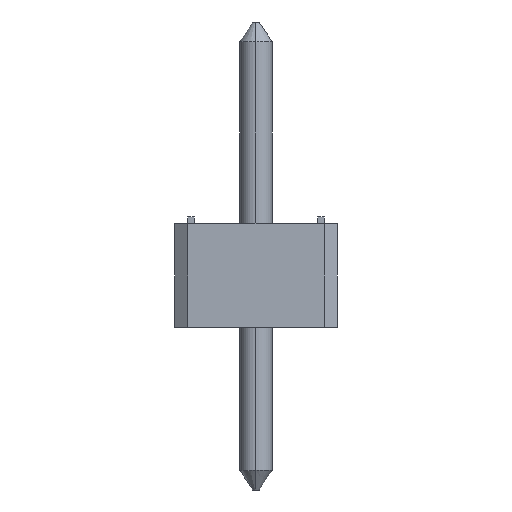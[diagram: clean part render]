
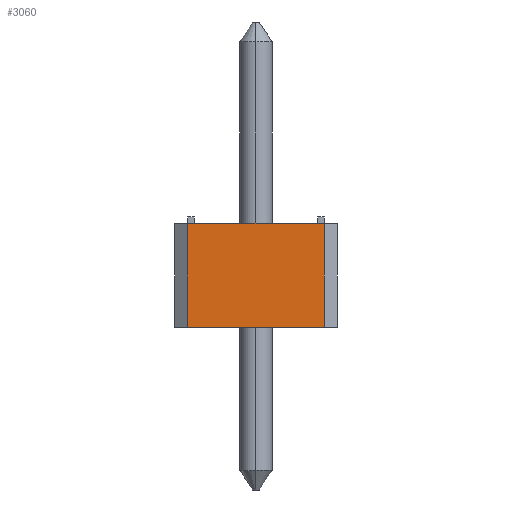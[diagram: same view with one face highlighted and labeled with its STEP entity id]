
A CAD part, left-side view. The second image highlights one B-rep face of the part: STEP entity #3060.
In plain terms, the highlighted planar face has unit normal (-1, 0, 0).
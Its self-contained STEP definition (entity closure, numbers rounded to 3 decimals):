
#1808 = VERTEX_POINT('',#1809);
#1809 = CARTESIAN_POINT('',(-6.35,1.05,1.62));
#1815 = EDGE_CURVE('',#1808,#1816,#1818,.T.);
#1816 = VERTEX_POINT('',#1817);
#1817 = CARTESIAN_POINT('',(-6.35,-1.05,1.62));
#1818 = LINE('',#1819,#1820);
#1819 = CARTESIAN_POINT('',(-6.35,1.05,1.62));
#1820 = VECTOR('',#1821,1.);
#1821 = DIRECTION('',(0.,-1.,0.));
#3041 = VERTEX_POINT('',#3042);
#3042 = CARTESIAN_POINT('',(-6.35,1.05,0.02));
#3048 = EDGE_CURVE('',#1808,#3041,#3049,.T.);
#3049 = LINE('',#3050,#3051);
#3050 = CARTESIAN_POINT('',(-6.35,1.05,1.62));
#3051 = VECTOR('',#3052,1.);
#3052 = DIRECTION('',(0.,0.,-1.));
#3060 = ADVANCED_FACE('',(#3061),#3079,.T.);
#3061 = FACE_BOUND('',#3062,.T.);
#3062 = EDGE_LOOP('',(#3063,#3071,#3077,#3078));
#3063 = ORIENTED_EDGE('',*,*,#3064,.T.);
#3064 = EDGE_CURVE('',#3041,#3065,#3067,.T.);
#3065 = VERTEX_POINT('',#3066);
#3066 = CARTESIAN_POINT('',(-6.35,-1.05,0.02));
#3067 = LINE('',#3068,#3069);
#3068 = CARTESIAN_POINT('',(-6.35,1.05,0.02));
#3069 = VECTOR('',#3070,1.);
#3070 = DIRECTION('',(0.,-1.,0.));
#3071 = ORIENTED_EDGE('',*,*,#3072,.F.);
#3072 = EDGE_CURVE('',#1816,#3065,#3073,.T.);
#3073 = LINE('',#3074,#3075);
#3074 = CARTESIAN_POINT('',(-6.35,-1.05,1.62));
#3075 = VECTOR('',#3076,1.);
#3076 = DIRECTION('',(0.,0.,-1.));
#3077 = ORIENTED_EDGE('',*,*,#1815,.F.);
#3078 = ORIENTED_EDGE('',*,*,#3048,.T.);
#3079 = PLANE('',#3080);
#3080 = AXIS2_PLACEMENT_3D('',#3081,#3082,#3083);
#3081 = CARTESIAN_POINT('',(-6.35,0.,1.62));
#3082 = DIRECTION('',(-1.,0.,0.));
#3083 = DIRECTION('',(0.,1.,0.));
